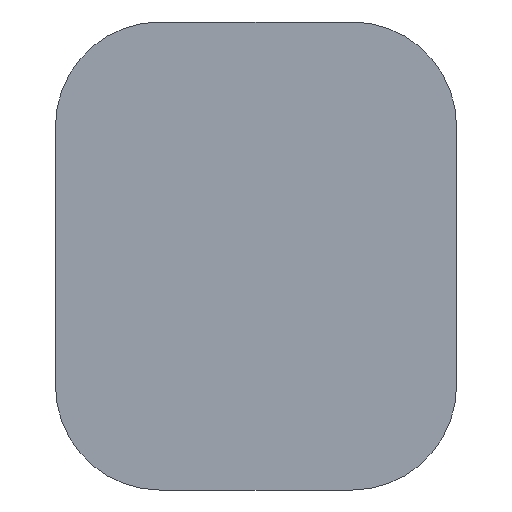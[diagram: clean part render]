
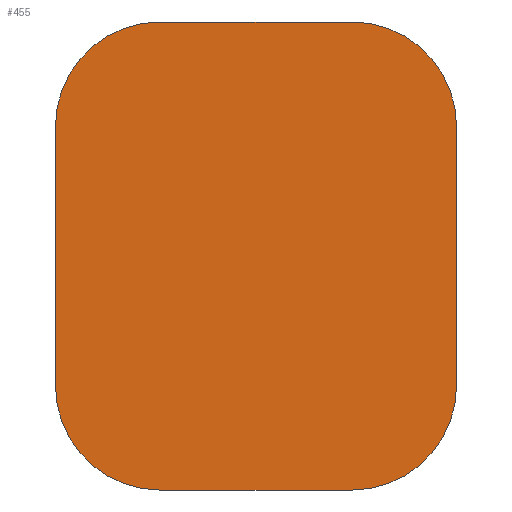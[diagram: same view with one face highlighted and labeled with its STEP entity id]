
A CAD part, left-side view. The second image highlights one B-rep face of the part: STEP entity #455.
In plain terms, the highlighted planar face has unit normal (-1, 0, 0).
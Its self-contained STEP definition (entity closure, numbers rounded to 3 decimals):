
#32=CIRCLE('',#497,1.25);
#33=CIRCLE('',#498,1.25);
#34=CIRCLE('',#499,1.25);
#35=CIRCLE('',#500,1.25);
#65=FACE_OUTER_BOUND('',#92,.T.);
#92=EDGE_LOOP('',(#367,#368,#369,#370,#371,#372,#373,#374));
#131=LINE('',#739,#175);
#132=LINE('',#743,#176);
#133=LINE('',#747,#177);
#134=LINE('',#751,#178);
#175=VECTOR('',#604,10.);
#176=VECTOR('',#607,10.);
#177=VECTOR('',#610,10.);
#178=VECTOR('',#613,10.);
#215=VERTEX_POINT('',#737);
#216=VERTEX_POINT('',#738);
#217=VERTEX_POINT('',#740);
#218=VERTEX_POINT('',#742);
#219=VERTEX_POINT('',#744);
#220=VERTEX_POINT('',#746);
#221=VERTEX_POINT('',#748);
#222=VERTEX_POINT('',#750);
#271=EDGE_CURVE('',#215,#216,#131,.T.);
#272=EDGE_CURVE('',#216,#217,#32,.T.);
#273=EDGE_CURVE('',#217,#218,#132,.T.);
#274=EDGE_CURVE('',#218,#219,#33,.T.);
#275=EDGE_CURVE('',#219,#220,#133,.T.);
#276=EDGE_CURVE('',#220,#221,#34,.T.);
#277=EDGE_CURVE('',#222,#221,#134,.T.);
#278=EDGE_CURVE('',#222,#215,#35,.T.);
#367=ORIENTED_EDGE('',*,*,#271,.T.);
#368=ORIENTED_EDGE('',*,*,#272,.T.);
#369=ORIENTED_EDGE('',*,*,#273,.T.);
#370=ORIENTED_EDGE('',*,*,#274,.T.);
#371=ORIENTED_EDGE('',*,*,#275,.T.);
#372=ORIENTED_EDGE('',*,*,#276,.T.);
#373=ORIENTED_EDGE('',*,*,#277,.F.);
#374=ORIENTED_EDGE('',*,*,#278,.T.);
#432=PLANE('',#496);
#455=ADVANCED_FACE('',(#65),#432,.T.);
#496=AXIS2_PLACEMENT_3D('',#736,#602,#603);
#497=AXIS2_PLACEMENT_3D('',#741,#605,#606);
#498=AXIS2_PLACEMENT_3D('',#745,#608,#609);
#499=AXIS2_PLACEMENT_3D('',#749,#611,#612);
#500=AXIS2_PLACEMENT_3D('',#752,#614,#615);
#602=DIRECTION('center_axis',(-1.,0.,0.));
#603=DIRECTION('ref_axis',(0.,1.,0.));
#604=DIRECTION('',(0.,-1.,0.));
#605=DIRECTION('center_axis',(-1.,0.,0.));
#606=DIRECTION('ref_axis',(0.,0.,
-1.));
#607=DIRECTION('',(0.,0.,1.));
#608=DIRECTION('center_axis',(-1.,0.,0.));
#609=DIRECTION('ref_axis',(0.,-1.,0.));
#610=DIRECTION('',(0.,1.,0.));
#611=DIRECTION('center_axis',(-1.,0.,0.));
#612=DIRECTION('ref_axis',(0.,0.,1.));
#613=DIRECTION('',(0.,0.,1.));
#614=DIRECTION('center_axis',(-1.,0.,0.));
#615=DIRECTION('ref_axis',(0.,1.,0.));
#736=CARTESIAN_POINT('Origin',(15.65,8.031,-4.65));
#737=CARTESIAN_POINT('',(15.65,9.181,-7.45));
#738=CARTESIAN_POINT('',(15.65,6.881,-7.45));
#739=CARTESIAN_POINT('',(15.65,9.181,-7.45));
#740=CARTESIAN_POINT('',(15.65,5.631,-6.2));
#741=CARTESIAN_POINT('Origin',(15.65,6.881,-6.2));
#742=CARTESIAN_POINT('',(15.65,5.631,-3.1));
#743=CARTESIAN_POINT('',(15.65,5.631,-6.2));
#744=CARTESIAN_POINT('',(15.65,6.881,-1.85));
#745=CARTESIAN_POINT('Origin',(15.65,6.881,-3.1));
#746=CARTESIAN_POINT('',(15.65,9.181,-1.85));
#747=CARTESIAN_POINT('',(15.65,6.881,-1.85));
#748=CARTESIAN_POINT('',(15.65,10.431,-3.1));
#749=CARTESIAN_POINT('Origin',(15.65,9.181,-3.1));
#750=CARTESIAN_POINT('',(15.65,10.431,-6.2));
#751=CARTESIAN_POINT('',(15.65,10.431,-6.2));
#752=CARTESIAN_POINT('Origin',(15.65,9.181,-6.2));
